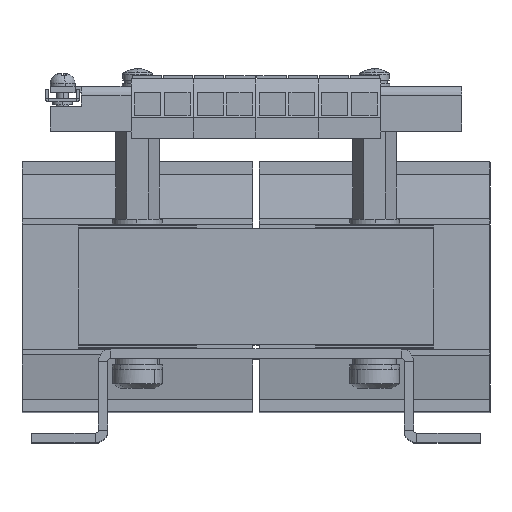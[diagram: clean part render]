
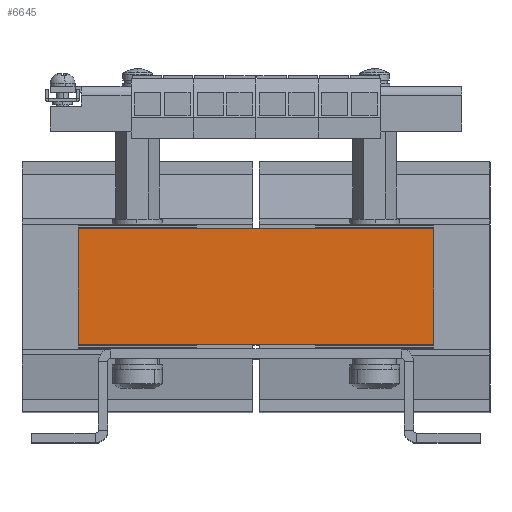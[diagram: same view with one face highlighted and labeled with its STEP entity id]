
A CAD part, top view. The second image highlights one B-rep face of the part: STEP entity #6645.
In plain terms, the highlighted planar face has unit normal (0, 0, 1).
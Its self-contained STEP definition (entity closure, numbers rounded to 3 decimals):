
#350 = CARTESIAN_POINT ( 'NONE',  ( -57., -18.5, 95.001 ) ) ;
#402 = LINE ( 'NONE', #350, #8525 ) ;
#542 = VERTEX_POINT ( 'NONE', #13122 ) ;
#681 = VECTOR ( 'NONE', #2121, 1000. ) ;
#1109 = DIRECTION ( 'NONE',  ( 0., 0., -1. ) ) ;
#1121 = EDGE_LOOP ( 'NONE', ( #12550, #3290, #7223, #14346 ) ) ;
#1222 = VERTEX_POINT ( 'NONE', #16399 ) ;
#1410 = LINE ( 'NONE', #12318, #3352 ) ;
#2121 = DIRECTION ( 'NONE',  ( -1., 0., 0. ) ) ;
#2127 = EDGE_CURVE ( 'NONE', #15197, #9594, #4335, .T. ) ;
#3290 = ORIENTED_EDGE ( 'NONE', *, *, #10144, .F. ) ;
#3303 = DIRECTION ( 'NONE',  ( 0., 1., 0. ) ) ;
#3352 = VECTOR ( 'NONE', #5618, 1000. ) ;
#3914 = VECTOR ( 'NONE', #3303, 1000. ) ;
#4250 = DIRECTION ( 'NONE',  ( 0., 1., 0. ) ) ;
#4335 = LINE ( 'NONE', #10328, #681 ) ;
#4987 = EDGE_CURVE ( 'NONE', #1222, #542, #1410, .T. ) ;
#5618 = DIRECTION ( 'NONE',  ( -1., 0., 0. ) ) ;
#6645 = ADVANCED_FACE ( 'NONE', ( #9267 ), #7756, .F. ) ;
#7223 = ORIENTED_EDGE ( 'NONE', *, *, #2127, .F. ) ;
#7623 = AXIS2_PLACEMENT_3D ( 'NONE', #17325, #1109, #17552 ) ;
#7756 = PLANE ( 'NONE',  #7623 ) ;
#8525 = VECTOR ( 'NONE', #4250, 1000. ) ;
#9267 = FACE_OUTER_BOUND ( 'NONE', #1121, .T. ) ;
#9594 = VERTEX_POINT ( 'NONE', #16512 ) ;
#10144 = EDGE_CURVE ( 'NONE', #9594, #542, #402, .T. ) ;
#10328 = CARTESIAN_POINT ( 'NONE',  ( -57., -18.5, 95.001 ) ) ;
#12007 = CARTESIAN_POINT ( 'NONE',  ( 57., -18.5, 95.001 ) ) ;
#12318 = CARTESIAN_POINT ( 'NONE',  ( -57., 18.5, 95.001 ) ) ;
#12550 = ORIENTED_EDGE ( 'NONE', *, *, #4987, .T. ) ;
#13122 = CARTESIAN_POINT ( 'NONE',  ( -57., 18.5, 95.001 ) ) ;
#14346 = ORIENTED_EDGE ( 'NONE', *, *, #16043, .T. ) ;
#15197 = VERTEX_POINT ( 'NONE', #12007 ) ;
#15454 = CARTESIAN_POINT ( 'NONE',  ( 57., -18.5, 95.001 ) ) ;
#16043 = EDGE_CURVE ( 'NONE', #15197, #1222, #16755, .T. ) ;
#16399 = CARTESIAN_POINT ( 'NONE',  ( 57., 18.5, 95.001 ) ) ;
#16512 = CARTESIAN_POINT ( 'NONE',  ( -57., -18.5, 95.001 ) ) ;
#16755 = LINE ( 'NONE', #15454, #3914 ) ;
#17325 = CARTESIAN_POINT ( 'NONE',  ( -57., -18.5, 95.001 ) ) ;
#17552 = DIRECTION ( 'NONE',  ( 0., 1., 0. ) ) ;
